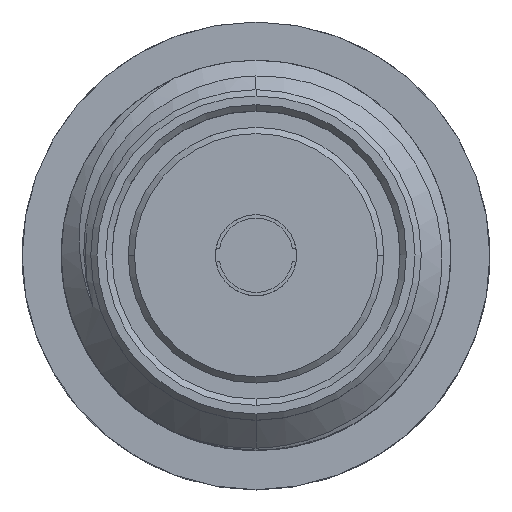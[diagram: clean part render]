
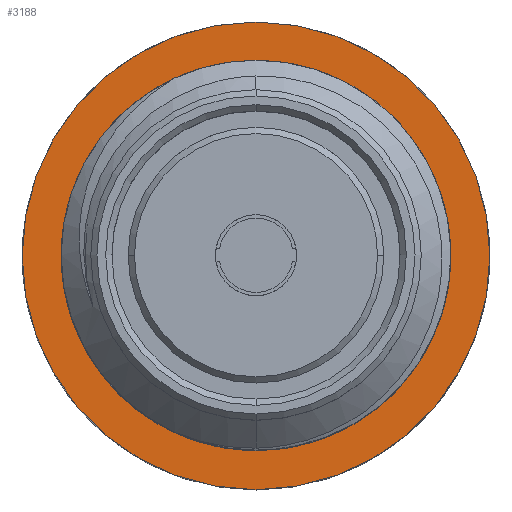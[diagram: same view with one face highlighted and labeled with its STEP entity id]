
A CAD part, top view. The second image highlights one B-rep face of the part: STEP entity #3188.
In plain terms, the highlighted planar face has unit normal (0, 0, 1).
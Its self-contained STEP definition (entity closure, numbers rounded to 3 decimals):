
#99 = ORIENTED_EDGE ( 'NONE', *, *, #1113, .T. ) ;
#100 = FACE_OUTER_BOUND ( 'NONE', #2179, .T. ) ;
#209 = DIRECTION ( 'NONE',  ( 0., 1., 0. ) ) ;
#222 = EDGE_CURVE ( 'NONE', #253, #1312, #2251, .T. ) ;
#253 = VERTEX_POINT ( 'NONE', #1237 ) ;
#256 = DIRECTION ( 'NONE',  ( 0., 1., 0. ) ) ;
#297 = CARTESIAN_POINT ( 'NONE',  ( 0., -3.75, 5. ) ) ;
#336 = ORIENTED_EDGE ( 'NONE', *, *, #2841, .T. ) ;
#356 = DIRECTION ( 'NONE',  ( 0., -1., 0. ) ) ;
#363 = EDGE_CURVE ( 'NONE', #1312, #253, #3035, .T. ) ;
#504 = DIRECTION ( 'NONE',  ( 0., 0., -1. ) ) ;
#633 = CARTESIAN_POINT ( 'NONE',  ( 0., 3.75, 5. ) ) ;
#768 = CARTESIAN_POINT ( 'NONE',  ( 0., 0., 5. ) ) ;
#777 = DIRECTION ( 'NONE',  ( 0., 0., -1. ) ) ;
#885 = PLANE ( 'NONE',  #2357 ) ;
#1113 = EDGE_CURVE ( 'NONE', #1562, #2812, #1526, .T. ) ;
#1169 = CARTESIAN_POINT ( 'NONE',  ( 0., 0., 5. ) ) ;
#1237 = CARTESIAN_POINT ( 'NONE',  ( 0., 3.75, 5. ) ) ;
#1312 = VERTEX_POINT ( 'NONE', #297 ) ;
#1499 = CARTESIAN_POINT ( 'NONE',  ( 0., 0., 5. ) ) ;
#1526 = CIRCLE ( 'NONE', #3191, 2.65 ) ;
#1562 = VERTEX_POINT ( 'NONE', #2874 ) ;
#1611 = DIRECTION ( 'NONE',  ( 0., 0., 1. ) ) ;
#1763 = CARTESIAN_POINT ( 'NONE',  ( 0., 0., 5. ) ) ;
#1862 = FACE_BOUND ( 'NONE', #2150, .T. ) ;
#1928 = ORIENTED_EDGE ( 'NONE', *, *, #363, .F. ) ;
#2045 = AXIS2_PLACEMENT_3D ( 'NONE', #1499, #2496, #256 ) ;
#2150 = EDGE_LOOP ( 'NONE', ( #336, #99 ) ) ;
#2179 = EDGE_LOOP ( 'NONE', ( #2192, #1928 ) ) ;
#2192 = ORIENTED_EDGE ( 'NONE', *, *, #222, .F. ) ;
#2202 = DIRECTION ( 'NONE',  ( 0., 1., 0. ) ) ;
#2225 = DIRECTION ( 'NONE',  ( 0., 0., -1. ) ) ;
#2251 = CIRCLE ( 'NONE', #3230, 3.75 ) ;
#2357 = AXIS2_PLACEMENT_3D ( 'NONE', #633, #1611, #356 ) ;
#2381 = CARTESIAN_POINT ( 'NONE',  ( 0., 2.65, 5. ) ) ;
#2496 = DIRECTION ( 'NONE',  ( 0., 0., -1. ) ) ;
#2807 = DIRECTION ( 'NONE',  ( 0., 1., 0. ) ) ;
#2812 = VERTEX_POINT ( 'NONE', #2381 ) ;
#2841 = EDGE_CURVE ( 'NONE', #2812, #1562, #3181, .T. ) ;
#2874 = CARTESIAN_POINT ( 'NONE',  ( 0., -2.65, 5. ) ) ;
#3035 = CIRCLE ( 'NONE', #2045, 3.75 ) ;
#3134 = AXIS2_PLACEMENT_3D ( 'NONE', #1169, #504, #2202 ) ;
#3181 = CIRCLE ( 'NONE', #3134, 2.65 ) ;
#3188 = ADVANCED_FACE ( 'NONE', ( #1862, #100 ), #885, .T. ) ;
#3191 = AXIS2_PLACEMENT_3D ( 'NONE', #1763, #777, #2807 ) ;
#3230 = AXIS2_PLACEMENT_3D ( 'NONE', #768, #2225, #209 ) ;
